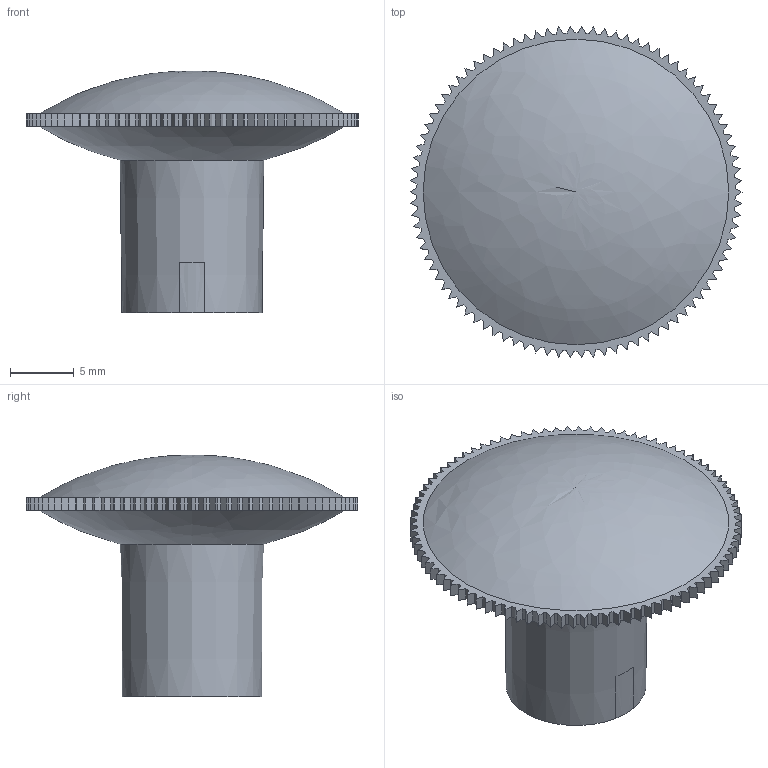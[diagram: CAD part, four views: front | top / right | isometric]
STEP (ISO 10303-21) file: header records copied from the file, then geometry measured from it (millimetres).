
FILE_DESCRIPTION(/* description */ (''),/* implementation_level */ '2;1');
FILE_NAME(/* name */ 'Bouton Ducretet v15.stp',/* time_stamp */ '2021-03-15T14:14:55+01:00',/* author */ (''),/* organization */ (''),/* preprocessor_version */ 'ST-DEVELOPER v18.1',/* originating_system */ 'Autodesk Translation Framework v9.10.0.1330',/* authorisation */ '');
FILE_SCHEMA (('AUTOMOTIVE_DESIGN { 1 0 10303 214 3 1 1 }'));
Length unit declared in the file: millimetre
Products named in the file (1): Bouton Ducretet
Bounding box: 26.07 x 26.06 x 19 mm (x, y, z)
Volume: 3193.7 mm3; surface area: 2888.6 mm2
Topology: 2 solids, 2 shells, 295 faces, 869 edges, 577 vertices
Faces by surface type: plane 289, cylinder 3, bspline 2, cone 1
Full cylindrical faces by diameter (mm): 24 x1
Entity records: 9701 total; most frequent: CARTESIAN_POINT 1793, ORIENTED_EDGE 1736, DIRECTION 1468, EDGE_CURVE 868, LINE 856, VECTOR 856, VERTEX_POINT 577, AXIS2_PLACEMENT_3D 306
